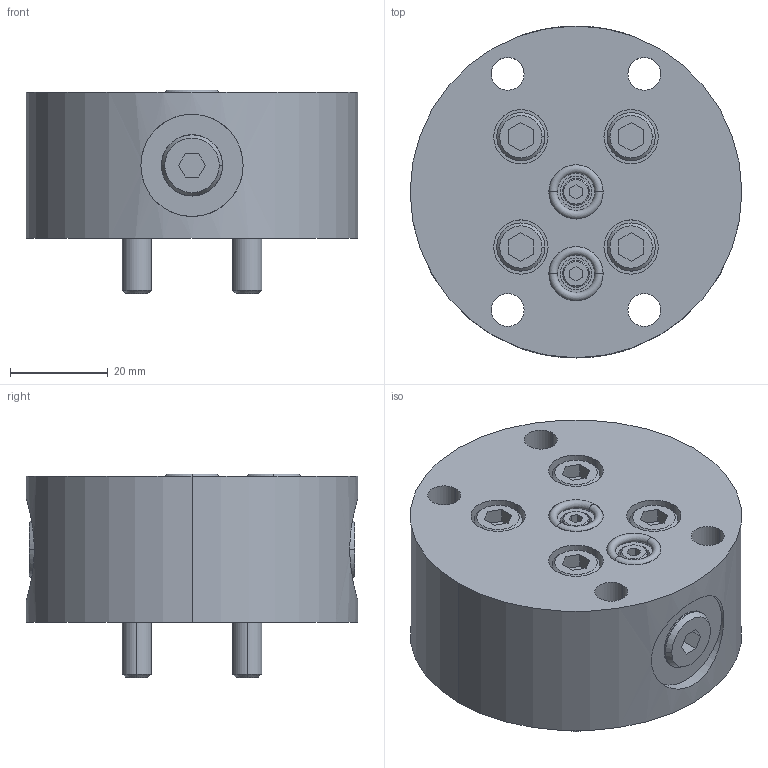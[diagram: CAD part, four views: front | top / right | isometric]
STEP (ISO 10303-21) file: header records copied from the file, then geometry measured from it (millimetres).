
FILE_DESCRIPTION((''),'2;1');
FILE_NAME('ILC15820006','2020-05-06T',('jweaver'),(''),'PRO/ENGINEER BY PARAMETRIC TECHNOLOGY CORPORATION, 2013320','PRO/ENGINEER BY PARAMETRIC TECHNOLOGY CORPORATION, 2013320','');
FILE_SCHEMA(('AUTOMOTIVE_DESIGN { 1 0 10303 214 1 1 1 1 }'));
Length unit declared in the file: inch
Products named in the file (1): ILC15820006
Bounding box: 68 x 68 x 41.81 mm (x, y, z)
Volume: 98540.6 mm3; surface area: 25194 mm2
Topology: 1 solids, 2 shells, 267 faces, 604 edges, 382 vertices
Faces by surface type: cylinder 105, plane 99, cone 51, torus 12
Entity records: 9297 total; most frequent: CARTESIAN_POINT 1857, DIRECTION 1384, ORIENTED_EDGE 1200, EDGE_CURVE 600, AXIS2_PLACEMENT_3D 544, VERTEX_POINT 382, EDGE_LOOP 322, VECTOR 296
